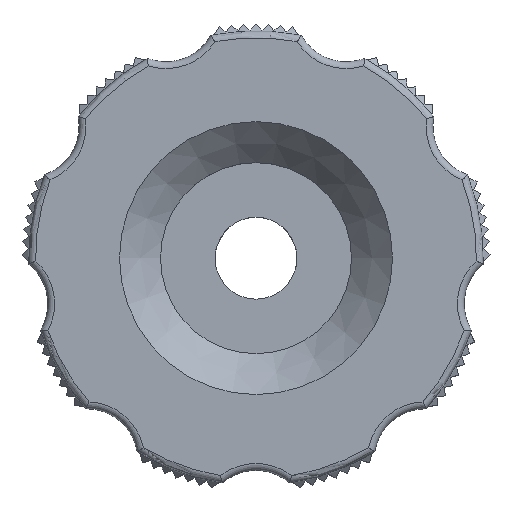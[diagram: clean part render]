
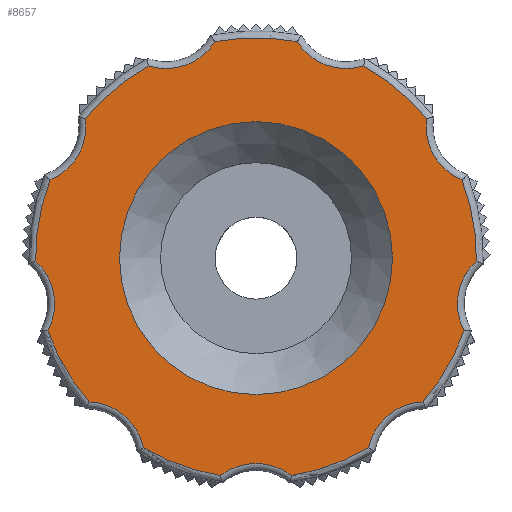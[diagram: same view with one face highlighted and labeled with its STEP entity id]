
A CAD part, top view. The second image highlights one B-rep face of the part: STEP entity #8657.
In plain terms, the highlighted planar face has unit normal (0, 0, 1).
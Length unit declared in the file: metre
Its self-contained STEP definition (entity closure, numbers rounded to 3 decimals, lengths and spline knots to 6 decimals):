
#1179=PLANE('',#9328);
#1703=CIRCLE('',#9329,0.01);
#1704=CIRCLE('',#9330,0.00425);
#1705=CIRCLE('',#9331,0.01615);
#1706=CIRCLE('',#9332,0.00425);
#1707=CIRCLE('',#9333,0.01615);
#1708=CIRCLE('',#9334,0.00425);
#1709=CIRCLE('',#9335,0.01615);
#1710=CIRCLE('',#9336,0.00425);
#1711=CIRCLE('',#9337,0.01615);
#1712=CIRCLE('',#9338,0.00425);
#1713=CIRCLE('',#9339,0.01615);
#1714=CIRCLE('',#9340,0.00425);
#1715=CIRCLE('',#9341,0.01615);
#1716=CIRCLE('',#9342,0.00425);
#1717=CIRCLE('',#9343,0.01615);
#1718=CIRCLE('',#9344,0.00425);
#1719=CIRCLE('',#9345,0.01615);
#1720=CIRCLE('',#9346,0.00425);
#1721=CIRCLE('',#9347,0.01615);
#1880=ORIENTED_EDGE('',*,*,#4714,.F.);
#1881=ORIENTED_EDGE('',*,*,#4715,.T.);
#1882=ORIENTED_EDGE('',*,*,#4716,.T.);
#1883=ORIENTED_EDGE('',*,*,#4717,.T.);
#1884=ORIENTED_EDGE('',*,*,#4718,.T.);
#1885=ORIENTED_EDGE('',*,*,#4719,.T.);
#1886=ORIENTED_EDGE('',*,*,#4720,.T.);
#1887=ORIENTED_EDGE('',*,*,#4721,.T.);
#1888=ORIENTED_EDGE('',*,*,#4722,.T.);
#1889=ORIENTED_EDGE('',*,*,#4723,.T.);
#1890=ORIENTED_EDGE('',*,*,#4724,.T.);
#1891=ORIENTED_EDGE('',*,*,#4725,.T.);
#1892=ORIENTED_EDGE('',*,*,#4726,.T.);
#1893=ORIENTED_EDGE('',*,*,#4727,.T.);
#1894=ORIENTED_EDGE('',*,*,#4728,.T.);
#1895=ORIENTED_EDGE('',*,*,#4729,.T.);
#1896=ORIENTED_EDGE('',*,*,#4730,.T.);
#1897=ORIENTED_EDGE('',*,*,#4731,.T.);
#1898=ORIENTED_EDGE('',*,*,#4732,.T.);
#4714=EDGE_CURVE('',#6123,#6123,#1703,.T.);
#4715=EDGE_CURVE('',#6124,#6125,#1704,.F.);
#4716=EDGE_CURVE('',#6125,#6126,#1705,.T.);
#4717=EDGE_CURVE('',#6126,#6127,#1706,.F.);
#4718=EDGE_CURVE('',#6127,#6128,#1707,.T.);
#4719=EDGE_CURVE('',#6128,#6129,#1708,.F.);
#4720=EDGE_CURVE('',#6129,#6130,#1709,.T.);
#4721=EDGE_CURVE('',#6130,#6131,#1710,.F.);
#4722=EDGE_CURVE('',#6131,#6132,#1711,.T.);
#4723=EDGE_CURVE('',#6132,#6133,#1712,.F.);
#4724=EDGE_CURVE('',#6133,#6134,#1713,.T.);
#4725=EDGE_CURVE('',#6134,#6135,#1714,.F.);
#4726=EDGE_CURVE('',#6135,#6136,#1715,.T.);
#4727=EDGE_CURVE('',#6136,#6137,#1716,.F.);
#4728=EDGE_CURVE('',#6137,#6138,#1717,.T.);
#4729=EDGE_CURVE('',#6138,#6139,#1718,.F.);
#4730=EDGE_CURVE('',#6139,#6140,#1719,.T.);
#4731=EDGE_CURVE('',#6140,#6141,#1720,.F.);
#4732=EDGE_CURVE('',#6141,#6124,#1721,.T.);
#6123=VERTEX_POINT('',#11848);
#6124=VERTEX_POINT('',#11850);
#6125=VERTEX_POINT('',#11851);
#6126=VERTEX_POINT('',#11853);
#6127=VERTEX_POINT('',#11855);
#6128=VERTEX_POINT('',#11857);
#6129=VERTEX_POINT('',#11859);
#6130=VERTEX_POINT('',#11861);
#6131=VERTEX_POINT('',#11863);
#6132=VERTEX_POINT('',#11865);
#6133=VERTEX_POINT('',#11867);
#6134=VERTEX_POINT('',#11869);
#6135=VERTEX_POINT('',#11871);
#6136=VERTEX_POINT('',#11873);
#6137=VERTEX_POINT('',#11875);
#6138=VERTEX_POINT('',#11877);
#6139=VERTEX_POINT('',#11879);
#6140=VERTEX_POINT('',#11881);
#6141=VERTEX_POINT('',#11883);
#7422=EDGE_LOOP('',(#1880));
#7423=EDGE_LOOP('',(#1881,#1882,#1883,#1884,#1885,#1886,#1887,#1888,#1889,
#1890,#1891,#1892,#1893,#1894,#1895,#1896,#1897,#1898));
#8033=FACE_BOUND('',#7422,.T.);
#8034=FACE_BOUND('',#7423,.T.);
#8657=ADVANCED_FACE('',(#8033,#8034),#1179,.T.);
#9328=AXIS2_PLACEMENT_3D('',#11846,#10167,#10168);
#9329=AXIS2_PLACEMENT_3D('',#11847,#10169,#10170);
#9330=AXIS2_PLACEMENT_3D('',#11849,#10171,#10172);
#9331=AXIS2_PLACEMENT_3D('',#11852,#10173,#10174);
#9332=AXIS2_PLACEMENT_3D('',#11854,#10175,#10176);
#9333=AXIS2_PLACEMENT_3D('',#11856,#10177,#10178);
#9334=AXIS2_PLACEMENT_3D('',#11858,#10179,#10180);
#9335=AXIS2_PLACEMENT_3D('',#11860,#10181,#10182);
#9336=AXIS2_PLACEMENT_3D('',#11862,#10183,#10184);
#9337=AXIS2_PLACEMENT_3D('',#11864,#10185,#10186);
#9338=AXIS2_PLACEMENT_3D('',#11866,#10187,#10188);
#9339=AXIS2_PLACEMENT_3D('',#11868,#10189,#10190);
#9340=AXIS2_PLACEMENT_3D('',#11870,#10191,#10192);
#9341=AXIS2_PLACEMENT_3D('',#11872,#10193,#10194);
#9342=AXIS2_PLACEMENT_3D('',#11874,#10195,#10196);
#9343=AXIS2_PLACEMENT_3D('',#11876,#10197,#10198);
#9344=AXIS2_PLACEMENT_3D('',#11878,#10199,#10200);
#9345=AXIS2_PLACEMENT_3D('',#11880,#10201,#10202);
#9346=AXIS2_PLACEMENT_3D('',#11882,#10203,#10204);
#9347=AXIS2_PLACEMENT_3D('',#11884,#10205,#10206);
#10167=DIRECTION('',(0.,0.,1.));
#10168=DIRECTION('',(1.,0.,0.));
#10169=DIRECTION('',(0.,0.,1.));
#10170=DIRECTION('',(1.,0.,0.));
#10171=DIRECTION('',(0.,0.,1.));
#10172=DIRECTION('',(1.,0.,0.));
#10173=DIRECTION('',(0.,0.,1.));
#10174=DIRECTION('',(1.,0.,0.));
#10175=DIRECTION('',(0.,0.,1.));
#10176=DIRECTION('',(1.,0.,0.));
#10177=DIRECTION('',(0.,0.,1.));
#10178=DIRECTION('',(1.,0.,0.));
#10179=DIRECTION('',(0.,0.,1.));
#10180=DIRECTION('',(1.,0.,0.));
#10181=DIRECTION('',(0.,0.,1.));
#10182=DIRECTION('',(1.,0.,0.));
#10183=DIRECTION('',(0.,0.,1.));
#10184=DIRECTION('',(1.,0.,0.));
#10185=DIRECTION('',(0.,0.,1.));
#10186=DIRECTION('',(1.,0.,0.));
#10187=DIRECTION('',(0.,0.,1.));
#10188=DIRECTION('',(1.,0.,0.));
#10189=DIRECTION('',(0.,0.,1.));
#10190=DIRECTION('',(1.,0.,0.));
#10191=DIRECTION('',(0.,0.,1.));
#10192=DIRECTION('',(1.,0.,0.));
#10193=DIRECTION('',(0.,0.,1.));
#10194=DIRECTION('',(1.,0.,0.));
#10195=DIRECTION('',(0.,0.,1.));
#10196=DIRECTION('',(1.,0.,0.));
#10197=DIRECTION('',(0.,0.,1.));
#10198=DIRECTION('',(1.,0.,0.));
#10199=DIRECTION('',(0.,0.,1.));
#10200=DIRECTION('',(1.,0.,0.));
#10201=DIRECTION('',(0.,0.,1.));
#10202=DIRECTION('',(1.,0.,0.));
#10203=DIRECTION('',(0.,0.,1.));
#10204=DIRECTION('',(1.,0.,0.));
#10205=DIRECTION('',(0.,0.,1.));
#10206=DIRECTION('',(1.,0.,0.));
#11846=CARTESIAN_POINT('',(0.,0.,0.0025));
#11847=CARTESIAN_POINT('',(0.,0.,0.0025));
#11848=CARTESIAN_POINT('',(0.01,0.,0.0025));
#11849=CARTESIAN_POINT('',(0.006601,0.018136,0.0025));
#11850=CARTESIAN_POINT('',(0.007896,0.014088,0.0025));
#11851=CARTESIAN_POINT('',(0.003007,0.015868,0.0025));
#11852=CARTESIAN_POINT('',(0.,0.,0.0025));
#11853=CARTESIAN_POINT('',(-0.003007,0.015868,0.0025));
#11854=CARTESIAN_POINT('',(-0.006601,0.018136,0.0025));
#11855=CARTESIAN_POINT('',(-0.007896,0.014088,0.0025));
#11856=CARTESIAN_POINT('',(0.,0.,0.0025));
#11857=CARTESIAN_POINT('',(-0.012503,0.010222,0.0025));
#11858=CARTESIAN_POINT('',(-0.016714,0.00965,0.0025));
#11859=CARTESIAN_POINT('',(-0.015104,0.005717,0.0025));
#11860=CARTESIAN_POINT('',(0.,0.,0.0025));
#11861=CARTESIAN_POINT('',(-0.016149,-0.000206,0.0025));
#11862=CARTESIAN_POINT('',(-0.019007,-0.003351,0.0025));
#11863=CARTESIAN_POINT('',(-0.015245,-0.00533,0.0025));
#11864=CARTESIAN_POINT('',(0.,0.,0.0025));
#11865=CARTESIAN_POINT('',(-0.012238,-0.010538,0.0025));
#11866=CARTESIAN_POINT('',(-0.012406,-0.014785,0.0025));
#11867=CARTESIAN_POINT('',(-0.008253,-0.013882,0.0025));
#11868=CARTESIAN_POINT('',(0.,0.,0.0025));
#11869=CARTESIAN_POINT('',(-0.002601,-0.015939,0.0025));
#11870=CARTESIAN_POINT('',(0.,-0.0193,0.0025));
#11871=CARTESIAN_POINT('',(0.002601,-0.015939,0.0025));
#11872=CARTESIAN_POINT('',(0.,0.,0.0025));
#11873=CARTESIAN_POINT('',(0.008253,-0.013882,0.0025));
#11874=CARTESIAN_POINT('',(0.012406,-0.014785,0.0025));
#11875=CARTESIAN_POINT('',(0.012238,-0.010538,0.0025));
#11876=CARTESIAN_POINT('',(0.,0.,0.0025));
#11877=CARTESIAN_POINT('',(0.015245,-0.00533,0.0025));
#11878=CARTESIAN_POINT('',(0.019007,-0.003351,0.0025));
#11879=CARTESIAN_POINT('',(0.016149,-0.000206,0.0025));
#11880=CARTESIAN_POINT('',(0.,0.,0.0025));
#11881=CARTESIAN_POINT('',(0.015104,0.005717,0.0025));
#11882=CARTESIAN_POINT('',(0.016714,0.00965,0.0025));
#11883=CARTESIAN_POINT('',(0.012503,0.010222,0.0025));
#11884=CARTESIAN_POINT('',(0.,0.,0.0025));
